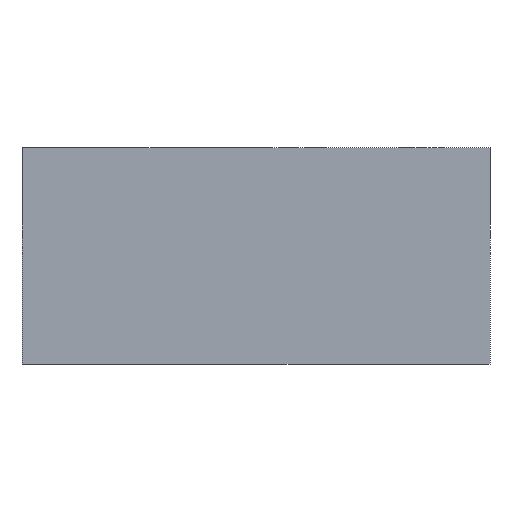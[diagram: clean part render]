
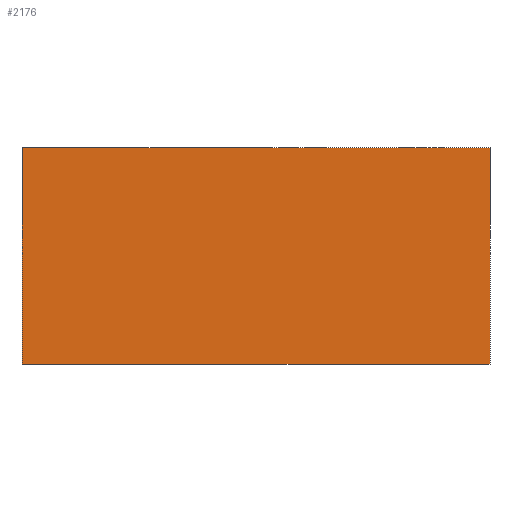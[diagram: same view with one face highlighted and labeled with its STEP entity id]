
A CAD part, front view. The second image highlights one B-rep face of the part: STEP entity #2176.
In plain terms, the highlighted planar face has unit normal (0, -1, 0).
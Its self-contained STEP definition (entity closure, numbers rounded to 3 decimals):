
#375=FACE_OUTER_BOUND('',#523,.T.);
#523=EDGE_LOOP('',(#1963,#1964,#1965,#1966));
#730=LINE('',#3737,#916);
#737=LINE('',#3782,#923);
#738=LINE('',#3800,#924);
#739=LINE('',#3801,#925);
#916=VECTOR('',#2587,65.);
#923=VECTOR('',#2634,65.);
#924=VECTOR('',#2655,30.);
#925=VECTOR('',#2656,30.);
#1096=VERTEX_POINT('',#3735);
#1097=VERTEX_POINT('',#3736);
#1113=VERTEX_POINT('',#3776);
#1115=VERTEX_POINT('',#3780);
#1384=EDGE_CURVE('',#1096,#1097,#730,.T.);
#1403=EDGE_CURVE('',#1113,#1115,#737,.T.);
#1411=EDGE_CURVE('',#1097,#1115,#738,.T.);
#1412=EDGE_CURVE('',#1113,#1096,#739,.T.);
#1963=ORIENTED_EDGE('',*,*,#1403,.T.);
#1964=ORIENTED_EDGE('',*,*,#1411,.F.);
#1965=ORIENTED_EDGE('',*,*,#1384,.F.);
#1966=ORIENTED_EDGE('',*,*,#1412,.F.);
#2062=PLANE('',#2279);
#2176=ADVANCED_FACE('',(#375),#2062,.T.);
#2279=AXIS2_PLACEMENT_3D('',#3799,#2653,#2654);
#2587=DIRECTION('',(1.,0.,0.));
#2634=DIRECTION('',(1.,0.,0.));
#2653=DIRECTION('center_axis',(0.,-1.,0.));
#2654=DIRECTION('ref_axis',(0.,0.,1.));
#2655=DIRECTION('',(0.,0.,-1.));
#2656=DIRECTION('',(0.,0.,1.));
#3735=CARTESIAN_POINT('',(205.,0.,75.));
#3736=CARTESIAN_POINT('',(270.,0.,75.));
#3737=CARTESIAN_POINT('',(205.,0.,75.));
#3776=CARTESIAN_POINT('',(205.,0.,45.));
#3780=CARTESIAN_POINT('',(270.,0.,45.));
#3782=CARTESIAN_POINT('',(205.,0.,45.));
#3799=CARTESIAN_POINT('Origin',(205.,0.,45.));
#3800=CARTESIAN_POINT('',(270.,0.,75.));
#3801=CARTESIAN_POINT('',(205.,0.,45.));
